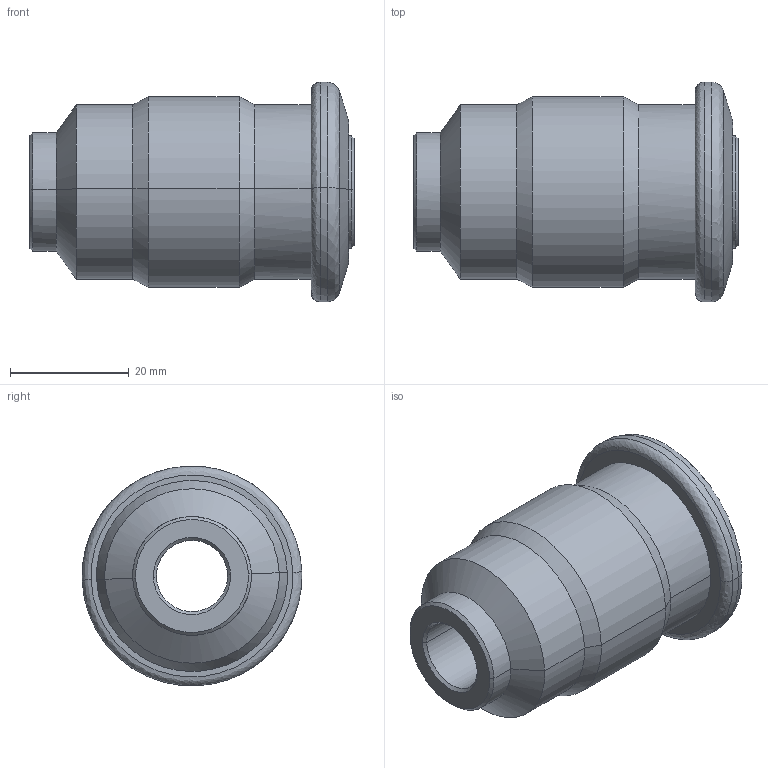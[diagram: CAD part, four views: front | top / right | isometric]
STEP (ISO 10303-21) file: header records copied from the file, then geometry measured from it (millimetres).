
FILE_DESCRIPTION(/* description */ (''),/* implementation_level */ '2;1');
FILE_NAME(/* name */ 'P1',/* time_stamp */ '2017-08-10T08:26:49+02:00',/* author */ (''),/* organization */ (''),/* preprocessor_version */ 'ST-DEVELOPER v15',/* originating_system */ '',/* authorisation */ '');
FILE_SCHEMA (('CONFIG_CONTROL_DESIGN'));
Length unit declared in the file: millimetre
Products named in the file (1): Document
Bounding box: 54.7 x 36.97 x 36.99 mm (x, y, z)
Volume: 32094.1 mm3; surface area: 8765.1 mm2
Topology: 1 solids, 1 shells, 40 faces, 104 edges, 68 vertices
Faces by surface type: bspline 36, plane 4
Entity records: 1958 total; most frequent: CARTESIAN_POINT 1314, ORIENTED_EDGE 208, EDGE_CURVE 104, VERTEX_POINT 68, EDGE_LOOP 44, ADVANCED_FACE 40, FACE_OUTER_BOUND 40, B_SPLINE_CURVE_WITH_KNOTS 32
